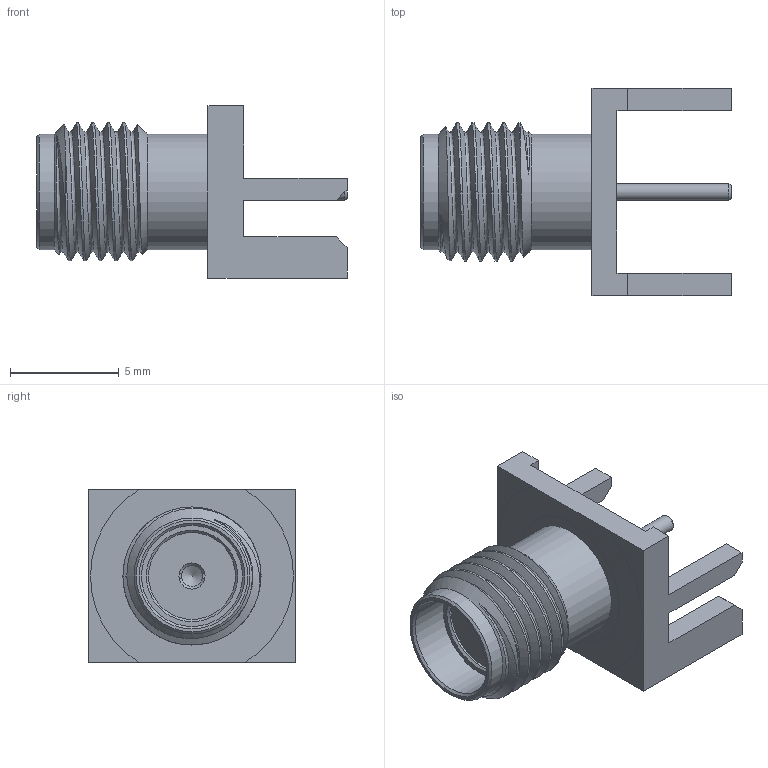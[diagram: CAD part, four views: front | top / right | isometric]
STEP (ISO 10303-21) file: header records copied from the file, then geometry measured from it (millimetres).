
FILE_DESCRIPTION(('FreeCAD Model'),'2;1');
FILE_NAME('SMA_Molex_73251_1153_EdgeMount_Horizontal_cp.step', '2020-08-07T13:46:51',('kicad StepUp'),('ksu MCAD'), 'Open CASCADE STEP processor 7.3','FreeCAD','Unknown');
FILE_SCHEMA(('AUTOMOTIVE_DESIGN { 1 0 10303 214 1 1 1 1 }'));
Length unit declared in the file: millimetre
Products named in the file (1): SMA_Molex_73251_1153_EdgeMount_Horizontal_cp
Bounding box: 14.27 x 9.52 x 7.92 mm (x, y, z)
Volume: 275.5 mm3; surface area: 787.3 mm2
Topology: 3 solids, 3 shells, 91 faces, 220 edges, 138 vertices
Faces by surface type: plane 45, bspline 20, cylinder 15, cone 11
Full cylindrical faces by diameter (mm): 0.76 x1, 0.97 x1, 1.2 x2, 4 x1, 4.65 x3, 5.33 x2, 6.35 x3
Entity records: 7018 total; most frequent: CARTESIAN_POINT 4409, ORIENTED_EDGE 438, DIRECTION 345, EDGE_CURVE 219, VERTEX_POINT 138, LINE 117, VECTOR 117, AXIS2_PLACEMENT_3D 114
